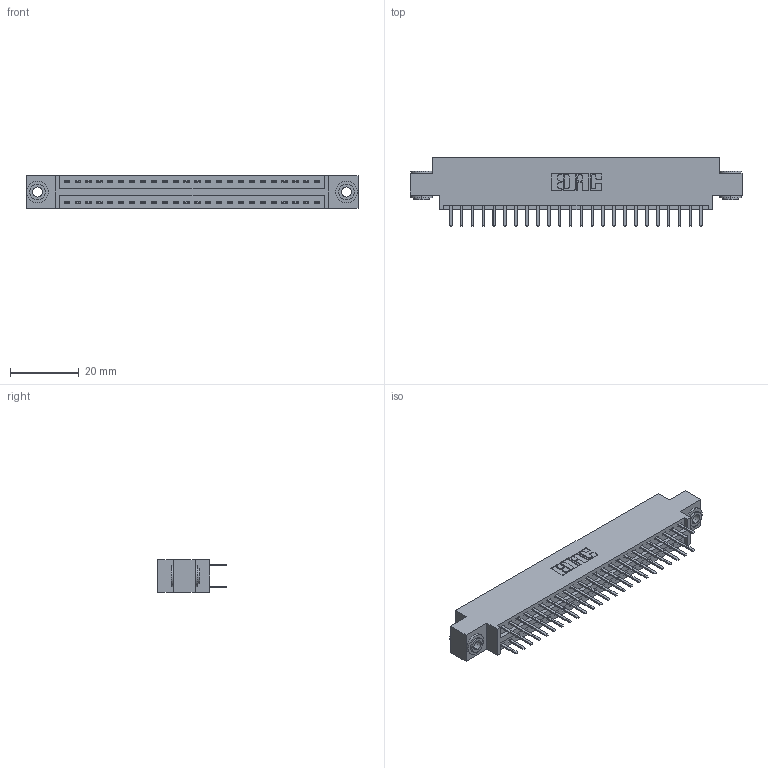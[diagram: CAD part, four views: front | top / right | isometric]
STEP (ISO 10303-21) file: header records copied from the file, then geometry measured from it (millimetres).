
FILE_DESCRIPTION (( 'STEP AP203' ), '1' );
FILE_NAME ('346-048-520-803.STEP', '2018-08-25T08:54:12', ( '' ), ( '' ), 'SwSTEP 2.0', 'SolidWorks 2016', '' );
FILE_SCHEMA (( 'CONFIG_CONTROL_DESIGN' ));
Length unit declared in the file: inch
Products named in the file (4): 346 Part_0.170 Offset - 0.156 Dia-TH; 345-292-001_345-293-120; 345-250-002_345-250-002-102; 346-048-520-803
Assembly tree (51 placements, depth 2):
  346-048-520-803
    346 Part_0.170 Offset - 0.156 Dia-TH
    345-292-001_345-293-120  x48
    345-250-002_345-250-002-102  x2
Bounding box: 96.77 x 20.02 x 9.4 mm (x, y, z)
Volume: 9140.5 mm3; surface area: 12625.7 mm2
Topology: 51 solids, 51 shells, 2852 faces, 8241 edges, 5362 vertices
Faces by surface type: plane 1866, cylinder 978, cone 8
Entity records: 18982 total; most frequent: CARTESIAN_POINT 3143, ORIENTED_EDGE 3058, DIRECTION 2839, EDGE_CURVE 1529, LINE 1273, VECTOR 1273, VERTEX_POINT 1014, AXIS2_PLACEMENT_3D 783
